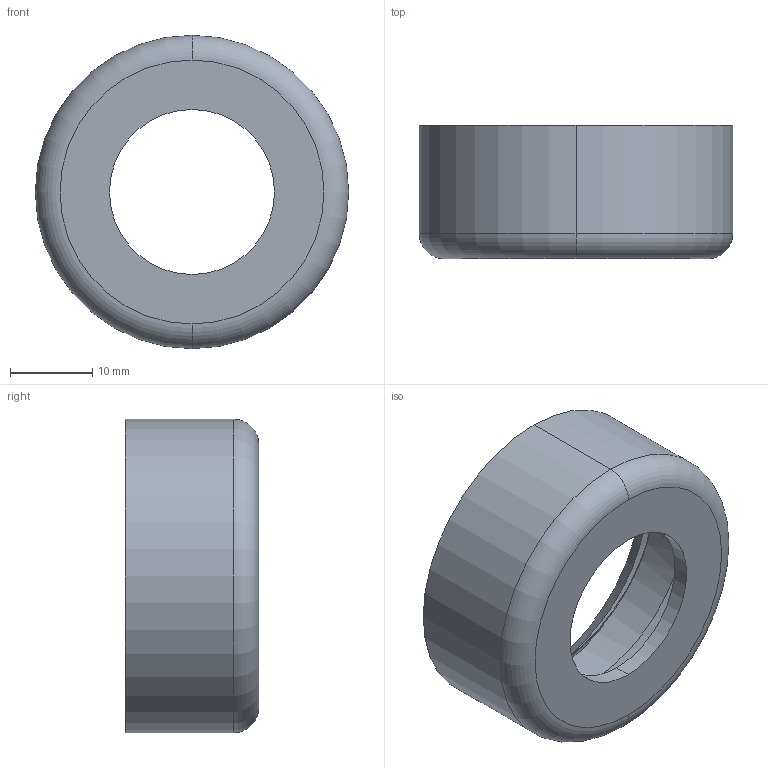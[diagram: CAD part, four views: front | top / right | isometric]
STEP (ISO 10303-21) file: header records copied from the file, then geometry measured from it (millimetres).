
FILE_DESCRIPTION (( 'STEP AP214' ), '1' );
FILE_NAME ('DS38SBottom.STEP', '2025-05-29T18:27:59', ( '' ), ( '' ), 'SwSTEP 2.0', 'SolidWorks 2025', '' );
FILE_SCHEMA (( 'AUTOMOTIVE_DESIGN' ));
Length unit declared in the file: millimetre
Products named in the file (1): DS38SBottom
Bounding box: 38 x 16.17 x 38 mm (x, y, z)
Volume: 5195.1 mm3; surface area: 5126 mm2
Topology: 1 solids, 1 shells, 23 faces, 53 edges, 33 vertices
Faces by surface type: cylinder 10, plane 4, bspline 4, cone 3, torus 2
Entity records: 2102 total; most frequent: CARTESIAN_POINT 1603, ORIENTED_EDGE 106, DIRECTION 92, EDGE_CURVE 53, AXIS2_PLACEMENT_3D 40, VERTEX_POINT 33, EDGE_LOOP 26, ADVANCED_FACE 23
